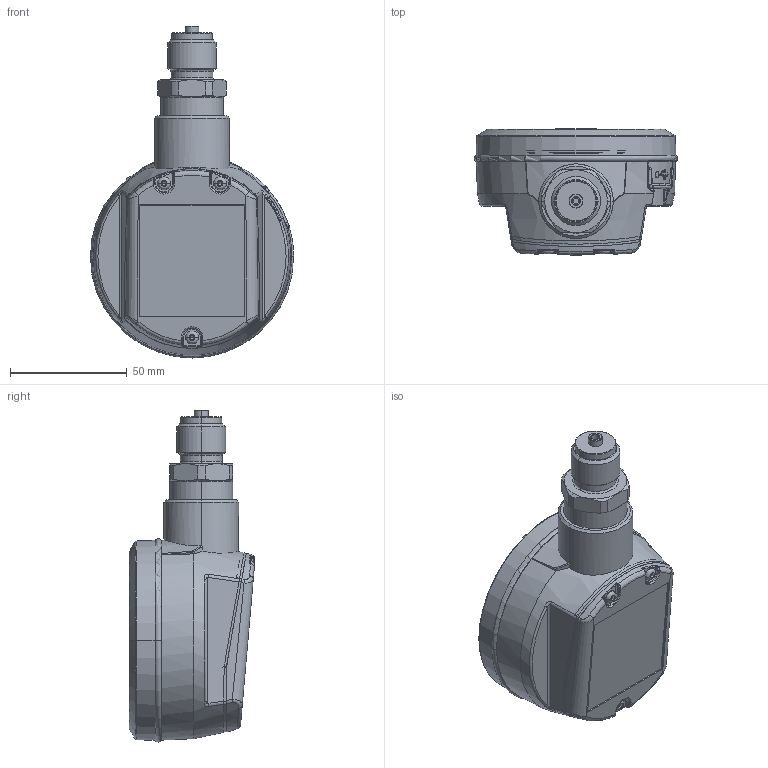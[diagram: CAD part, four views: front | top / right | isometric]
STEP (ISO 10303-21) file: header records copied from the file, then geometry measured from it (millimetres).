
FILE_DESCRIPTION((''),'2;1');
FILE_NAME('CPG1200_ASM','2023-03-24T15:35:42',('fbaltruschat'),(''),'CREO PARAMETRIC BY PTC INC, 2021424','CREO PARAMETRIC BY PTC INC, 2021424','');
FILE_SCHEMA(('AUTOMOTIVE_DESIGN { 1 0 10303 214 1 1 1 1 }'));
Length unit declared in the file: millimetre
Products named in the file (9): 14566772; 14566773; 14566775; 14577628; 14566765; 14570650; AUT_G1_2; 14592818; CPG1200_ASM
Assembly tree (10 placements, depth 2):
  CPG1200_ASM
    14566772
    14566773
    14566775
    14577628
    14566765
    14570650
    AUT_G1_2
    14592818  x3
Bounding box: 87.18 x 54.04 x 142.39 mm (x, y, z)
Volume: 83606.7 mm3; surface area: 83692.5 mm2
Topology: 10 solids, 14 shells, 965 faces, 2318 edges, 1419 vertices
Faces by surface type: plane 322, cylinder 247, bspline 179, cone 155, torus 59, sphere 2, extrusion 1
Entity records: 39018 total; most frequent: CARTESIAN_POINT 16836, ORIENTED_EDGE 4376, DIRECTION 3833, EDGE_CURVE 2188, AXIS2_PLACEMENT_3D 1492, VERTEX_POINT 1345, EDGE_LOOP 971, FACE_OUTER_BOUND 907
